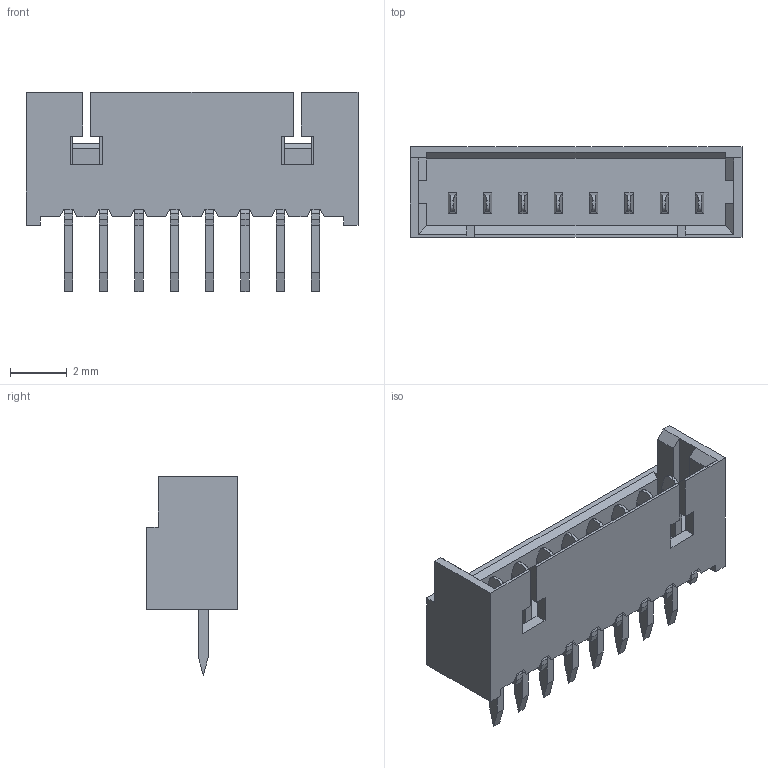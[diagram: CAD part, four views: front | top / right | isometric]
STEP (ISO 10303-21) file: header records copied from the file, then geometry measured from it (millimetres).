
FILE_DESCRIPTION( ('This file contains a STEP AP42 implementation' ,'as created by ZW3D STEP Interface translator.') ,'2;1' );
FILE_NAME( 'WF1251-WSXXWR1.stp' ,'23 411.184419', (''), ('ZWCAD Software Co.'), 'Version 1.0', 'ZW3D to STEP translator', '' );
FILE_SCHEMA(('AUTOMOTIVE_DESIGN { 1 0 10303 214 1 1 1 1 }'));
Length unit declared in the file: millimetre
Products named in the file (2): 0; WF1251-WSXXWR1
Bounding box: 11.75 x 3.2 x 7.05 mm (x, y, z)
Volume: 81.4 mm3; surface area: 338.5 mm2
Topology: 1 solids, 1 shells, 282 faces, 754 edges, 490 vertices
Faces by surface type: plane 250, cylinder 32
Entity records: 9161 total; most frequent: CARTESIAN_POINT 1847, ORIENTED_EDGE 1508, DIRECTION 1304, EDGE_CURVE 754, VECTOR 690, LINE 690, VERTEX_POINT 490, AXIS2_PLACEMENT_3D 307
